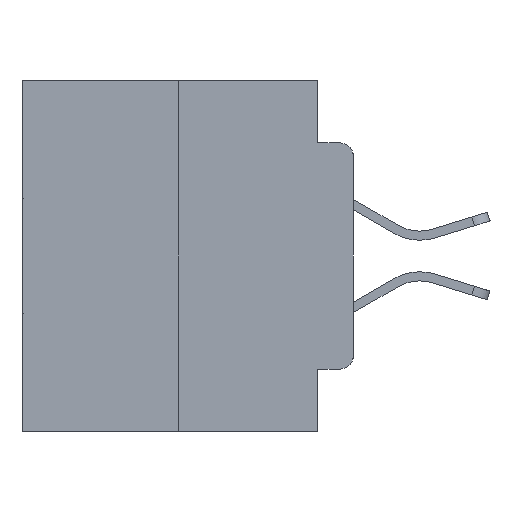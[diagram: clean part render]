
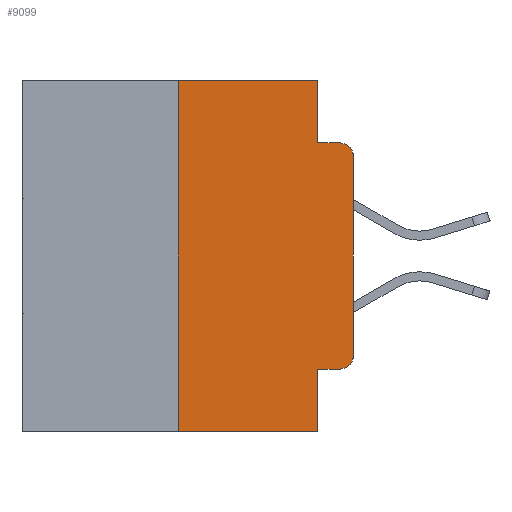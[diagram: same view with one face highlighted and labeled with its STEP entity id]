
A CAD part, left-side view. The second image highlights one B-rep face of the part: STEP entity #9099.
In plain terms, the highlighted planar face has unit normal (-1, 0, 0).
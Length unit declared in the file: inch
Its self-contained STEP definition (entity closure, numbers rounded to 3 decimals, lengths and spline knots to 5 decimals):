
#278 = AXIS2_PLACEMENT_3D ( 'NONE', #477, #25679, #8535 ) ;
#396 = ORIENTED_EDGE ( 'NONE', *, *, #18865, .T. ) ;
#477 = CARTESIAN_POINT ( 'NONE',  ( 0., 0.02, -0.3915 ) ) ;
#766 = LINE ( 'NONE', #25610, #16954 ) ;
#1207 = DIRECTION ( 'NONE',  ( 1., 0., 0. ) ) ;
#1232 = CARTESIAN_POINT ( 'NONE',  ( 0., 0.25, 0. ) ) ;
#1383 = LINE ( 'NONE', #1232, #8444 ) ;
#1456 = CARTESIAN_POINT ( 'NONE',  ( 0., 0.473, 0. ) ) ;
#1768 = PLANE ( 'NONE',  #21584 ) ;
#2300 = LINE ( 'NONE', #21402, #22092 ) ;
#3268 = ORIENTED_EDGE ( 'NONE', *, *, #18960, .F. ) ;
#3462 = DIRECTION ( 'NONE',  ( 0., 0., 1. ) ) ;
#3702 = EDGE_CURVE ( 'NONE', #3956, #17363, #766, .T. ) ;
#3828 = VECTOR ( 'NONE', #11443, 39.37008 ) ;
#3956 = VERTEX_POINT ( 'NONE', #15672 ) ;
#4424 = CARTESIAN_POINT ( 'NONE',  ( 0., 0.051, -0.5 ) ) ;
#4731 = AXIS2_PLACEMENT_3D ( 'NONE', #19929, #13537, #17851 ) ;
#5060 = LINE ( 'NONE', #1456, #26560 ) ;
#5199 = DIRECTION ( 'NONE',  ( 0., -1., 0. ) ) ;
#5225 = EDGE_CURVE ( 'NONE', #19338, #17529, #2300, .T. ) ;
#5520 = CARTESIAN_POINT ( 'NONE',  ( 0., 0.051, 0. ) ) ;
#6086 = VECTOR ( 'NONE', #22408, 39.37008 ) ;
#6777 = ORIENTED_EDGE ( 'NONE', *, *, #18476, .F. ) ;
#7265 = CARTESIAN_POINT ( 'NONE',  ( 0., 0.051, -0.0885 ) ) ;
#7550 = VECTOR ( 'NONE', #22258, 39.37008 ) ;
#7806 = ORIENTED_EDGE ( 'NONE', *, *, #19613, .T. ) ;
#8281 = ORIENTED_EDGE ( 'NONE', *, *, #22844, .F. ) ;
#8444 = VECTOR ( 'NONE', #3462, 39.37008 ) ;
#8535 = DIRECTION ( 'NONE',  ( 0., 0., -1. ) ) ;
#8715 = CIRCLE ( 'NONE', #4731, 0.02 ) ;
#9099 = ADVANCED_FACE ( 'NONE', ( #22510 ), #1768, .F. ) ;
#9255 = CARTESIAN_POINT ( 'NONE',  ( 0., 0., -0.1085 ) ) ;
#9716 = LINE ( 'NONE', #16730, #6086 ) ;
#9806 = VERTEX_POINT ( 'NONE', #13943 ) ;
#9851 = CARTESIAN_POINT ( 'NONE',  ( 0., 0.02, -0.0885 ) ) ;
#10116 = ORIENTED_EDGE ( 'NONE', *, *, #25674, .F. ) ;
#10172 = VERTEX_POINT ( 'NONE', #21970 ) ;
#10576 = DIRECTION ( 'NONE',  ( 0., -1., 0. ) ) ;
#11233 = CARTESIAN_POINT ( 'NONE',  ( 0., 0., -0.3915 ) ) ;
#11443 = DIRECTION ( 'NONE',  ( 0., -1., 0. ) ) ;
#11672 = ORIENTED_EDGE ( 'NONE', *, *, #22762, .T. ) ;
#11923 = VERTEX_POINT ( 'NONE', #9255 ) ;
#13537 = DIRECTION ( 'NONE',  ( -1., 0., 0. ) ) ;
#13760 = LINE ( 'NONE', #5520, #18854 ) ;
#13943 = CARTESIAN_POINT ( 'NONE',  ( 0., 0.051, 0. ) ) ;
#14159 = EDGE_LOOP ( 'NONE', ( #11672, #396, #6777, #3268, #10116, #8281, #26020, #16776, #26673, #7806 ) ) ;
#14312 = DIRECTION ( 'NONE',  ( 0., 0., -1. ) ) ;
#15337 = EDGE_CURVE ( 'NONE', #19338, #17363, #13760, .T. ) ;
#15672 = CARTESIAN_POINT ( 'NONE',  ( 0., 0.25, -0.5 ) ) ;
#16445 = CARTESIAN_POINT ( 'NONE',  ( 0., 0., 0. ) ) ;
#16730 = CARTESIAN_POINT ( 'NONE',  ( 0., 0.051, 0. ) ) ;
#16776 = ORIENTED_EDGE ( 'NONE', *, *, #15337, .F. ) ;
#16954 = VECTOR ( 'NONE', #10576, 39.37008 ) ;
#16979 = DIRECTION ( 'NONE',  ( 0., -1., 0. ) ) ;
#17363 = VERTEX_POINT ( 'NONE', #4424 ) ;
#17529 = VERTEX_POINT ( 'NONE', #24450 ) ;
#17851 = DIRECTION ( 'NONE',  ( 0., 0., -1. ) ) ;
#18157 = LINE ( 'NONE', #7265, #3828 ) ;
#18476 = EDGE_CURVE ( 'NONE', #10172, #24840, #18157, .T. ) ;
#18646 = DIRECTION ( 'NONE',  ( 0., 0., -1. ) ) ;
#18854 = VECTOR ( 'NONE', #14312, 39.37008 ) ;
#18865 = EDGE_CURVE ( 'NONE', #11923, #24840, #8715, .T. ) ;
#18960 = EDGE_CURVE ( 'NONE', #9806, #10172, #9716, .T. ) ;
#19338 = VERTEX_POINT ( 'NONE', #20270 ) ;
#19613 = EDGE_CURVE ( 'NONE', #17529, #26484, #23813, .T. ) ;
#19929 = CARTESIAN_POINT ( 'NONE',  ( 0., 0.02, -0.1085 ) ) ;
#20270 = CARTESIAN_POINT ( 'NONE',  ( 0., 0.051, -0.4115 ) ) ;
#20301 = CARTESIAN_POINT ( 'NONE',  ( 0., 0.473, 0. ) ) ;
#21402 = CARTESIAN_POINT ( 'NONE',  ( 0., 0.051, -0.4115 ) ) ;
#21584 = AXIS2_PLACEMENT_3D ( 'NONE', #20301, #1207, #18646 ) ;
#21831 = VERTEX_POINT ( 'NONE', #24828 ) ;
#21970 = CARTESIAN_POINT ( 'NONE',  ( 0., 0.051, -0.0885 ) ) ;
#22092 = VECTOR ( 'NONE', #16979, 39.37008 ) ;
#22258 = DIRECTION ( 'NONE',  ( 0., 0., 1. ) ) ;
#22408 = DIRECTION ( 'NONE',  ( 0., 0., -1. ) ) ;
#22510 = FACE_OUTER_BOUND ( 'NONE', #14159, .T. ) ;
#22762 = EDGE_CURVE ( 'NONE', #26484, #11923, #26717, .T. ) ;
#22844 = EDGE_CURVE ( 'NONE', #3956, #21831, #1383, .T. ) ;
#23813 = CIRCLE ( 'NONE', #278, 0.02 ) ;
#24450 = CARTESIAN_POINT ( 'NONE',  ( 0., 0.02, -0.4115 ) ) ;
#24828 = CARTESIAN_POINT ( 'NONE',  ( 0., 0.25, 0. ) ) ;
#24840 = VERTEX_POINT ( 'NONE', #9851 ) ;
#25610 = CARTESIAN_POINT ( 'NONE',  ( 0., 0.473, -0.5 ) ) ;
#25674 = EDGE_CURVE ( 'NONE', #21831, #9806, #5060, .T. ) ;
#25679 = DIRECTION ( 'NONE',  ( -1., 0., 0. ) ) ;
#26020 = ORIENTED_EDGE ( 'NONE', *, *, #3702, .T. ) ;
#26484 = VERTEX_POINT ( 'NONE', #11233 ) ;
#26560 = VECTOR ( 'NONE', #5199, 39.37008 ) ;
#26673 = ORIENTED_EDGE ( 'NONE', *, *, #5225, .T. ) ;
#26717 = LINE ( 'NONE', #16445, #7550 ) ;
